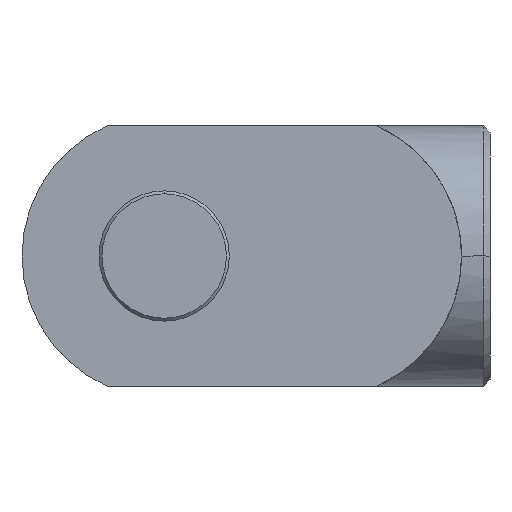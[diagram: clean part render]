
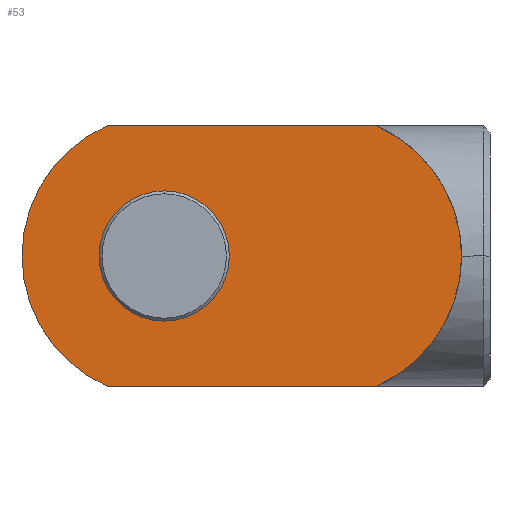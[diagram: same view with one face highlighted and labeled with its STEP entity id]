
A CAD part, left-side view. The second image highlights one B-rep face of the part: STEP entity #53.
In plain terms, the highlighted planar face has unit normal (-1, 0, 0).
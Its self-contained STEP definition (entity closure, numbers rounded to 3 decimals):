
#34 = CARTESIAN_POINT ( 'NONE',  ( -32., -37.1, 22. ) ) ;
#37 = DIRECTION ( 'NONE',  ( 0., -1., 0. ) ) ;
#50 = DIRECTION ( 'NONE',  ( 0., 0., -1. ) ) ;
#52 = DIRECTION ( 'NONE',  ( 1., 0., 0. ) ) ;
#53 = ADVANCED_FACE ( 'NONE', ( #1271, #1222 ), #1218, .F. ) ;
#56 = CARTESIAN_POINT ( 'NONE',  ( -32., 13.1, 0. ) ) ;
#67 = AXIS2_PLACEMENT_3D ( 'NONE', #1473, #664, #589 ) ;
#153 = DIRECTION ( 'NONE',  ( 0., 0., -1. ) ) ;
#156 = EDGE_CURVE ( 'NONE', #1331, #1053, #1139, .T. ) ;
#159 = DIRECTION ( 'NONE',  ( 1., 0., 0. ) ) ;
#162 = CARTESIAN_POINT ( 'NONE',  ( -32., 13.1, 0. ) ) ;
#184 = AXIS2_PLACEMENT_3D ( 'NONE', #1112, #1110, #1056 ) ;
#264 = ORIENTED_EDGE ( 'NONE', *, *, #567, .T. ) ;
#342 = ORIENTED_EDGE ( 'NONE', *, *, #509, .F. ) ;
#377 = EDGE_LOOP ( 'NONE', ( #595, #1268 ) ) ;
#405 = CARTESIAN_POINT ( 'NONE',  ( -32., 22.692, -22. ) ) ;
#437 = EDGE_CURVE ( 'NONE', #744, #1318, #886, .T. ) ;
#485 = EDGE_CURVE ( 'NONE', #1318, #744, #840, .T. ) ;
#509 = EDGE_CURVE ( 'NONE', #1208, #1331, #826, .T. ) ;
#525 = EDGE_CURVE ( 'NONE', #1208, #1464, #814, .T. ) ;
#567 = EDGE_CURVE ( 'NONE', #1464, #1053, #774, .T. ) ;
#589 = DIRECTION ( 'NONE',  ( 0., 0., -1. ) ) ;
#595 = ORIENTED_EDGE ( 'NONE', *, *, #485, .T. ) ;
#629 = DIRECTION ( 'NONE',  ( -1., 0., 0. ) ) ;
#664 = DIRECTION ( 'NONE',  ( 1., 0., 0. ) ) ;
#706 = CARTESIAN_POINT ( 'NONE',  ( -32., -22.692, 22. ) ) ;
#740 = VECTOR ( 'NONE', #978, 1000. ) ;
#744 = VERTEX_POINT ( 'NONE', #968 ) ;
#768 = AXIS2_PLACEMENT_3D ( 'NONE', #162, #159, #153 ) ;
#774 = LINE ( 'NONE', #928, #740 ) ;
#781 = CARTESIAN_POINT ( 'NONE',  ( -32., 13.1, -11. ) ) ;
#814 = CIRCLE ( 'NONE', #1307, 24. ) ;
#826 = LINE ( 'NONE', #34, #851 ) ;
#840 = CIRCLE ( 'NONE', #1101, 11. ) ;
#851 = VECTOR ( 'NONE', #37, 1000. ) ;
#886 = CIRCLE ( 'NONE', #768, 11. ) ;
#928 = CARTESIAN_POINT ( 'NONE',  ( -32., -37.1, -22. ) ) ;
#968 = CARTESIAN_POINT ( 'NONE',  ( -32., 13.1, 11. ) ) ;
#978 = DIRECTION ( 'NONE',  ( 0., -1., 0. ) ) ;
#1050 = EDGE_LOOP ( 'NONE', ( #1266, #342, #1489, #264 ) ) ;
#1053 = VERTEX_POINT ( 'NONE', #1455 ) ;
#1056 = DIRECTION ( 'NONE',  ( 0., 0., -1. ) ) ;
#1064 = CARTESIAN_POINT ( 'NONE',  ( -32., 22.692, 22. ) ) ;
#1101 = AXIS2_PLACEMENT_3D ( 'NONE', #56, #52, #50 ) ;
#1110 = DIRECTION ( 'NONE',  ( 1., 0., 0. ) ) ;
#1112 = CARTESIAN_POINT ( 'NONE',  ( -32., -13.1, 0. ) ) ;
#1139 = CIRCLE ( 'NONE', #184, 24. ) ;
#1208 = VERTEX_POINT ( 'NONE', #1064 ) ;
#1213 = DIRECTION ( 'NONE',  ( 0., 0., -1. ) ) ;
#1218 = PLANE ( 'NONE',  #67 ) ;
#1222 = FACE_OUTER_BOUND ( 'NONE', #1050, .T. ) ;
#1266 = ORIENTED_EDGE ( 'NONE', *, *, #156, .F. ) ;
#1268 = ORIENTED_EDGE ( 'NONE', *, *, #437, .T. ) ;
#1271 = FACE_BOUND ( 'NONE', #377, .T. ) ;
#1272 = CARTESIAN_POINT ( 'NONE',  ( -32., 13.1, 0. ) ) ;
#1307 = AXIS2_PLACEMENT_3D ( 'NONE', #1272, #629, #1213 ) ;
#1318 = VERTEX_POINT ( 'NONE', #781 ) ;
#1331 = VERTEX_POINT ( 'NONE', #706 ) ;
#1455 = CARTESIAN_POINT ( 'NONE',  ( -32., -22.692, -22. ) ) ;
#1464 = VERTEX_POINT ( 'NONE', #405 ) ;
#1473 = CARTESIAN_POINT ( 'NONE',  ( -32., -37.1, 22. ) ) ;
#1489 = ORIENTED_EDGE ( 'NONE', *, *, #525, .T. ) ;
